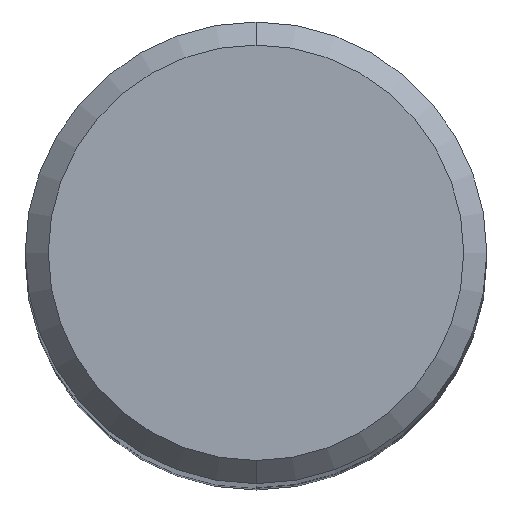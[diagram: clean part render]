
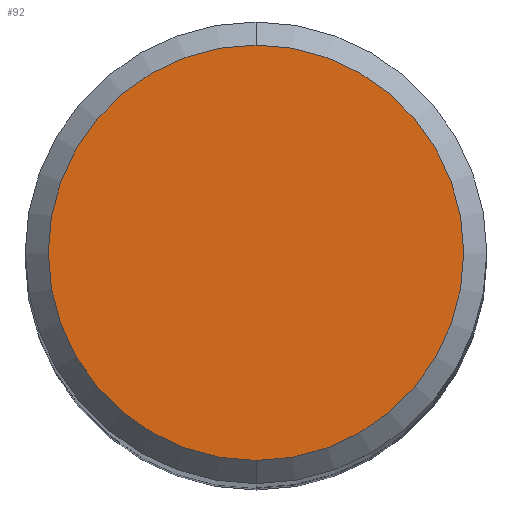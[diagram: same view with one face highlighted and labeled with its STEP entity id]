
A CAD part, top view. The second image highlights one B-rep face of the part: STEP entity #92.
In plain terms, the highlighted planar face has unit normal (0, 0, 1).
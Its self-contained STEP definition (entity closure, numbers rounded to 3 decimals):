
#92=ADVANCED_FACE('',(#229),#230,.T.);
#120=VERTEX_POINT('',#260);
#130=EDGE_CURVE('',#154,#120,#271,.T.);
#154=VERTEX_POINT('',#299);
#200=EDGE_CURVE('',#120,#154,#352,.T.);
#229=FACE_OUTER_BOUND('',#374,.T.);
#230=PLANE('',#375);
#260=CARTESIAN_POINT('',(0.,-4.5,0.01));
#271=CIRCLE('',#425,4.5);
#299=CARTESIAN_POINT('',(0.0,4.5,0.01));
#352=CIRCLE('',#527,4.5);
#374=EDGE_LOOP('',(#541,#542));
#375=AXIS2_PLACEMENT_3D('',#543,#544,#545);
#425=AXIS2_PLACEMENT_3D('',#586,#587,#588);
#527=AXIS2_PLACEMENT_3D('',#701,#702,#703);
#541=ORIENTED_EDGE('',*,*,#130,.F.);
#542=ORIENTED_EDGE('',*,*,#200,.F.);
#543=CARTESIAN_POINT('',(0.0,2.25,0.01));
#544=DIRECTION('',(-0.0,0.0,1.0));
#545=DIRECTION('',(0.0,-1.0,0.0));
#586=CARTESIAN_POINT('',(0.0,0.0,0.01));
#587=DIRECTION('',(0.0,0.0,-1.0));
#588=DIRECTION('',(0.0,1.0,0.0));
#701=CARTESIAN_POINT('',(0.0,0.0,0.01));
#702=DIRECTION('',(0.0,0.0,-1.0));
#703=DIRECTION('',(0.0,1.0,0.0));
